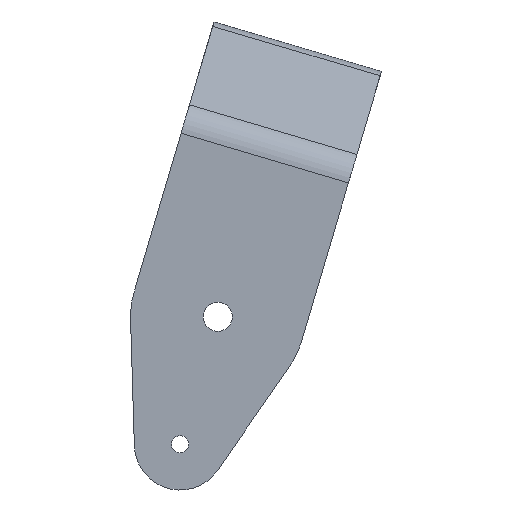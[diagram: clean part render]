
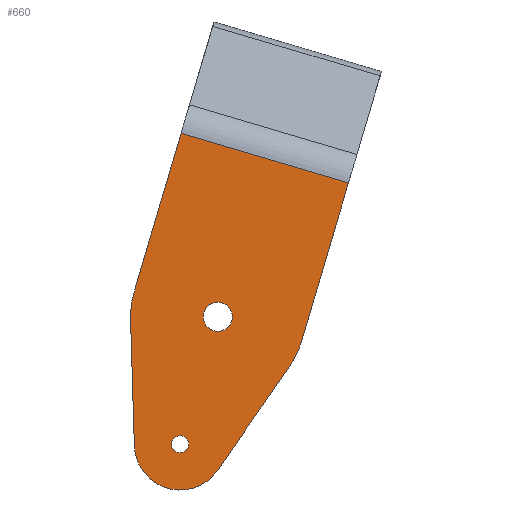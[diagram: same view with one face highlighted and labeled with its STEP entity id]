
A CAD part, left-side view. The second image highlights one B-rep face of the part: STEP entity #660.
In plain terms, the highlighted planar face has unit normal (-1, 0, 0).
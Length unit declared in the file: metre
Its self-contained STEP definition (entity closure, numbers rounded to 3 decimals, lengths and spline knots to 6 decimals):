
#32=PLANE('',#743);
#62=CIRCLE('',#727,0.012123);
#65=CIRCLE('',#731,0.00635);
#67=CIRCLE('',#735,0.012123);
#68=CIRCLE('',#737,0.001191);
#70=CIRCLE('',#740,0.002019);
#212=ORIENTED_EDGE('',*,*,#338,.T.);
#213=ORIENTED_EDGE('',*,*,#336,.T.);
#214=ORIENTED_EDGE('',*,*,#329,.F.);
#215=ORIENTED_EDGE('',*,*,#341,.T.);
#216=ORIENTED_EDGE('',*,*,#324,.F.);
#217=ORIENTED_EDGE('',*,*,#289,.F.);
#218=ORIENTED_EDGE('',*,*,#342,.F.);
#219=ORIENTED_EDGE('',*,*,#320,.T.);
#220=ORIENTED_EDGE('',*,*,#335,.F.);
#221=ORIENTED_EDGE('',*,*,#332,.F.);
#289=EDGE_CURVE('',#374,#375,#431,.T.);
#320=EDGE_CURVE('',#397,#396,#452,.T.);
#324=EDGE_CURVE('',#375,#400,#62,.T.);
#329=EDGE_CURVE('',#404,#405,#65,.T.);
#332=EDGE_CURVE('',#405,#407,#458,.T.);
#335=EDGE_CURVE('',#407,#396,#67,.T.);
#336=EDGE_CURVE('',#408,#408,#68,.T.);
#338=EDGE_CURVE('',#410,#410,#70,.T.);
#341=EDGE_CURVE('',#404,#400,#461,.T.);
#342=EDGE_CURVE('',#397,#374,#462,.T.);
#374=VERTEX_POINT('',#1019);
#375=VERTEX_POINT('',#1021);
#396=VERTEX_POINT('',#1081);
#397=VERTEX_POINT('',#1083);
#400=VERTEX_POINT('',#1091);
#404=VERTEX_POINT('',#1100);
#405=VERTEX_POINT('',#1102);
#407=VERTEX_POINT('',#1108);
#408=VERTEX_POINT('',#1115);
#410=VERTEX_POINT('',#1120);
#431=LINE('',#1020,#487);
#452=LINE('',#1082,#508);
#458=LINE('',#1107,#514);
#461=LINE('',#1125,#517);
#462=LINE('',#1127,#518);
#487=VECTOR('',#820,1.);
#508=VECTOR('',#879,1.);
#514=VECTOR('',#903,1.);
#517=VECTOR('',#926,1.);
#518=VECTOR('',#929,1.);
#558=EDGE_LOOP('',(#212));
#559=EDGE_LOOP('',(#213));
#560=EDGE_LOOP('',(#214,#215,#216,#217,#218,#219,#220,#221));
#604=FACE_BOUND('',#558,.T.);
#605=FACE_BOUND('',#559,.T.);
#606=FACE_BOUND('',#560,.T.);
#660=ADVANCED_FACE('',(#604,#605,#606),#32,.T.);
#727=AXIS2_PLACEMENT_3D('',#1090,#887,#888);
#731=AXIS2_PLACEMENT_3D('',#1101,#897,#898);
#735=AXIS2_PLACEMENT_3D('',#1112,#909,#910);
#737=AXIS2_PLACEMENT_3D('',#1114,#913,#914);
#740=AXIS2_PLACEMENT_3D('',#1119,#919,#920);
#743=AXIS2_PLACEMENT_3D('',#1126,#927,#928);
#820=DIRECTION('',(0.,0.284,-0.959));
#879=DIRECTION('',(0.,0.284,-0.959));
#887=DIRECTION('',(1.,0.,0.));
#888=DIRECTION('',(0.,0.,-1.));
#897=DIRECTION('',(1.,0.,0.));
#898=DIRECTION('',(0.,0.,-1.));
#903=DIRECTION('',(0.,0.03,1.));
#909=DIRECTION('',(1.,0.,0.));
#910=DIRECTION('',(0.,0.,-1.));
#913=DIRECTION('',(1.,0.,0.));
#914=DIRECTION('',(0.,0.,-1.));
#919=DIRECTION('',(1.,0.,0.));
#920=DIRECTION('',(0.,0.,-1.));
#926=DIRECTION('',(0.,-0.569,0.822));
#927=DIRECTION('',(-1.,0.,0.));
#928=DIRECTION('',(0.,1.,0.));
#929=DIRECTION('',(0.,-0.959,-0.284));
#1019=CARTESIAN_POINT('',(-0.02973,-0.781032,0.075501));
#1020=CARTESIAN_POINT('',(-0.02973,-0.777092,0.062194));
#1021=CARTESIAN_POINT('',(-0.02973,-0.774508,0.053466));
#1081=CARTESIAN_POINT('',(-0.02973,-0.75126,0.060349));
#1082=CARTESIAN_POINT('',(-0.02973,-0.753844,0.069077));
#1083=CARTESIAN_POINT('',(-0.02973,-0.757784,0.082384));
#1090=CARTESIAN_POINT('',(-0.02973,-0.762884,0.056908));
#1091=CARTESIAN_POINT('',(-0.02973,-0.77285,0.050006));
#1100=CARTESIAN_POINT('',(-0.02973,-0.76286,0.03558));
#1101=CARTESIAN_POINT('',(-0.02973,-0.75764,0.039195));
#1102=CARTESIAN_POINT('',(-0.02973,-0.751293,0.039004));
#1107=CARTESIAN_POINT('',(-0.02973,-0.75103,0.047774));
#1108=CARTESIAN_POINT('',(-0.02973,-0.750767,0.056544));
#1112=CARTESIAN_POINT('',(-0.02973,-0.762884,0.056908));
#1114=CARTESIAN_POINT('',(-0.02973,-0.75764,0.039195));
#1115=CARTESIAN_POINT('',(-0.02973,-0.75764,0.038004));
#1119=CARTESIAN_POINT('',(-0.02973,-0.762884,0.056908));
#1120=CARTESIAN_POINT('',(-0.02973,-0.762884,0.054888));
#1125=CARTESIAN_POINT('',(-0.02973,-0.767855,0.042793));
#1126=CARTESIAN_POINT('',(-0.02973,-0.60907,-0.011665));
#1127=CARTESIAN_POINT('',(-0.02973,-0.769408,0.078942));
